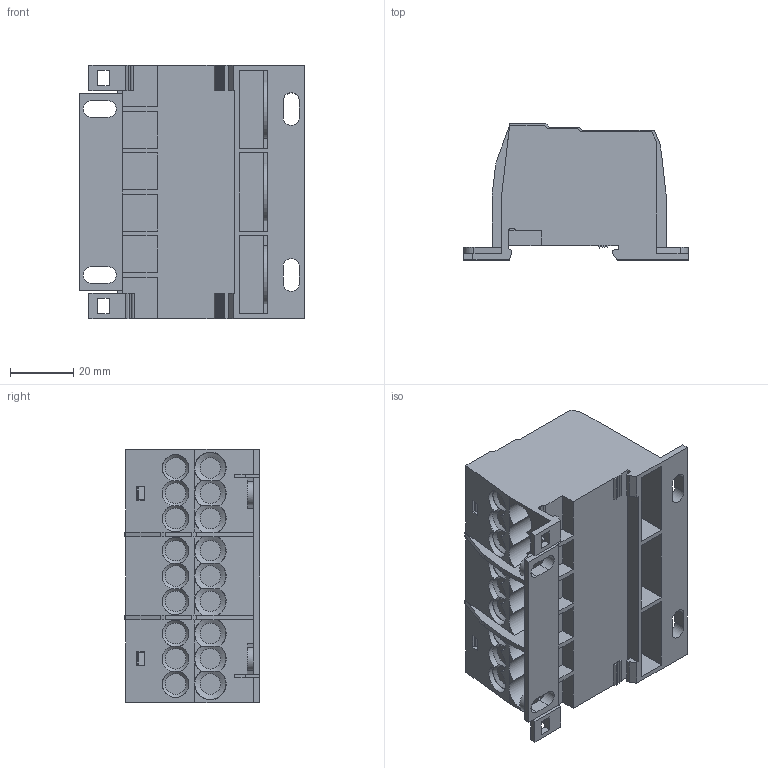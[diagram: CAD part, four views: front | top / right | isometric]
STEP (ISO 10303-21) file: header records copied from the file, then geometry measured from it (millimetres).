
FILE_DESCRIPTION(('FreeCAD Model'),'2;1');
FILE_NAME('1745_SVB_175_3.stp','2018-09-01T18:25:52',('Author'),(''), 'Open CASCADE STEP processor 7.2','FreeCAD','Unknown');
FILE_SCHEMA(('AUTOMOTIVE_DESIGN { 1 0 10303 214 1 1 1 1 }'));
Products named in the file (1): 1745_SVB_175_3
Bounding box: 71 x 43 x 80.1 mm (x, y, z)
Volume: 110564 mm3; surface area: 50530.4 mm2
Topology: 1 solids, 32 shells, 886 faces, 2164 edges, 1402 vertices
Faces by surface type: plane 669, cylinder 190, cone 27
Full cylindrical faces by diameter (mm): 4.5 x18, 6.5 x18, 7 x3, 10.5 x3, 12 x3, 15 x3
Entity records: 56748 total; most frequent: CARTESIAN_POINT 12493, DIRECTION 8478, LINE 5237, VECTOR 5237, ORIENTED_EDGE 4328, PCURVE 4328, DEFINITIONAL_REPRESENTATION 4328, EDGE_CURVE 2164
